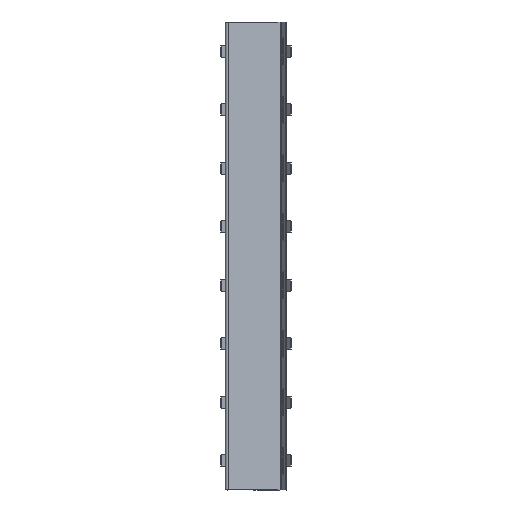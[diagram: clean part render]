
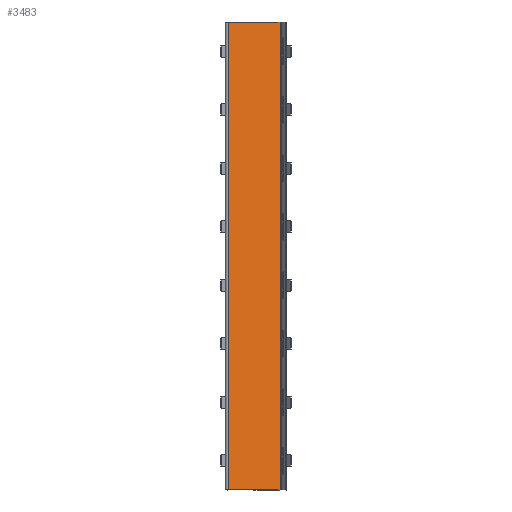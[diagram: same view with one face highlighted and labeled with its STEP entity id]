
A CAD part, front view. The second image highlights one B-rep face of the part: STEP entity #3483.
In plain terms, the highlighted planar face has unit normal (0.5, -0.866, 0).
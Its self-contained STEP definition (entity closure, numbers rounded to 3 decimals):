
#542 = LINE ( 'NONE', #3424, #7458 ) ;
#730 = EDGE_CURVE ( 'NONE', #8220, #9532, #3218, .T. ) ;
#1072 = CARTESIAN_POINT ( 'NONE',  ( -4.772, -0.071, 0. ) ) ;
#1478 = CARTESIAN_POINT ( 'NONE',  ( 4.1, 5.052, 0. ) ) ;
#1967 = CARTESIAN_POINT ( 'NONE',  ( 4.1, 5.052, 80. ) ) ;
#2167 = PLANE ( 'NONE',  #7257 ) ;
#3218 = LINE ( 'NONE', #5616, #9696 ) ;
#3235 = EDGE_CURVE ( 'NONE', #9894, #8220, #542, .T. ) ;
#3424 = CARTESIAN_POINT ( 'NONE',  ( -4.772, -0.071, 80. ) ) ;
#3483 = ADVANCED_FACE ( 'NONE', ( #4157 ), #2167, .T. ) ;
#3559 = LINE ( 'NONE', #8913, #4474 ) ;
#3974 = EDGE_CURVE ( 'NONE', #4512, #9532, #6889, .T. ) ;
#4157 = FACE_OUTER_BOUND ( 'NONE', #7657, .T. ) ;
#4474 = VECTOR ( 'NONE', #7292, 1000. ) ;
#4512 = VERTEX_POINT ( 'NONE', #1967 ) ;
#4679 = ORIENTED_EDGE ( 'NONE', *, *, #730, .T. ) ;
#5422 = CARTESIAN_POINT ( 'NONE',  ( -4.772, -0.071, 80. ) ) ;
#5616 = CARTESIAN_POINT ( 'NONE',  ( -4.772, -0.071, 0. ) ) ;
#5711 = VECTOR ( 'NONE', #6132, 1000. ) ;
#6084 = DIRECTION ( 'NONE',  ( 0., 0., -1. ) ) ;
#6104 = CARTESIAN_POINT ( 'NONE',  ( 4.1, 5.052, 80. ) ) ;
#6132 = DIRECTION ( 'NONE',  ( 0., 0., -1. ) ) ;
#6889 = LINE ( 'NONE', #6104, #5711 ) ;
#7139 = CARTESIAN_POINT ( 'NONE',  ( 4.1, 5.052, 80. ) ) ;
#7251 = DIRECTION ( 'NONE',  ( 0.5, -0.866, 0. ) ) ;
#7257 = AXIS2_PLACEMENT_3D ( 'NONE', #7139, #7251, #9766 ) ;
#7292 = DIRECTION ( 'NONE',  ( 0.866, 0.5, 0. ) ) ;
#7458 = VECTOR ( 'NONE', #6084, 1000. ) ;
#7624 = DIRECTION ( 'NONE',  ( 0.866, 0.5, 0. ) ) ;
#7657 = EDGE_LOOP ( 'NONE', ( #4679, #9351, #9555, #7897 ) ) ;
#7897 = ORIENTED_EDGE ( 'NONE', *, *, #3235, .T. ) ;
#8220 = VERTEX_POINT ( 'NONE', #1072 ) ;
#8913 = CARTESIAN_POINT ( 'NONE',  ( -4.772, -0.071, 80. ) ) ;
#9351 = ORIENTED_EDGE ( 'NONE', *, *, #3974, .F. ) ;
#9396 = EDGE_CURVE ( 'NONE', #9894, #4512, #3559, .T. ) ;
#9532 = VERTEX_POINT ( 'NONE', #1478 ) ;
#9555 = ORIENTED_EDGE ( 'NONE', *, *, #9396, .F. ) ;
#9696 = VECTOR ( 'NONE', #7624, 1000. ) ;
#9766 = DIRECTION ( 'NONE',  ( 0.866, 0.5, 0. ) ) ;
#9894 = VERTEX_POINT ( 'NONE', #5422 ) ;
